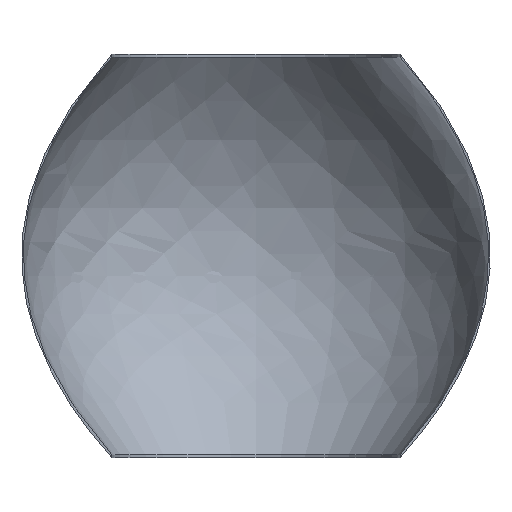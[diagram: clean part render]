
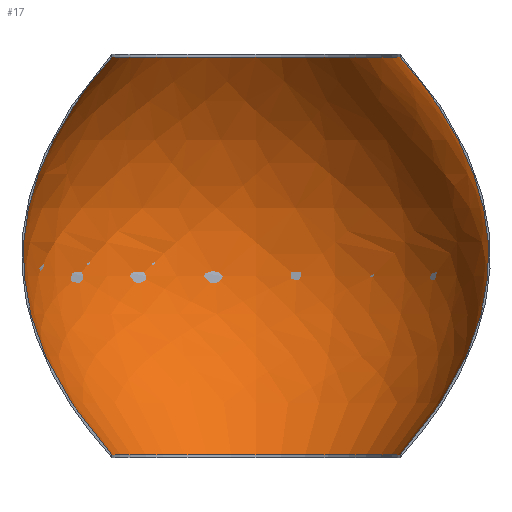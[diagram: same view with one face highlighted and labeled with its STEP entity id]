
A CAD part, front view. The second image highlights one B-rep face of the part: STEP entity #17.
In plain terms, the highlighted face is a revolution surface.
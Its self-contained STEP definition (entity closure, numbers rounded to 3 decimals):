
#17 = ADVANCED_FACE('',(#18),#33,.F.);
#18 = FACE_BOUND('',#19,.F.);
#19 = EDGE_LOOP('',(#20,#59,#103,#132));
#20 = ORIENTED_EDGE('',*,*,#21,.T.);
#21 = EDGE_CURVE('',#22,#24,#26,.T.);
#22 = VERTEX_POINT('',#23);
#23 = CARTESIAN_POINT('',(2.249,0.,-3.1));
#24 = VERTEX_POINT('',#25);
#25 = CARTESIAN_POINT('',(-2.249,0.,-3.1));
#26 = SURFACE_CURVE('',#27,(#32,#47),.PCURVE_S1.);
#27 = CIRCLE('',#28,2.249);
#28 = AXIS2_PLACEMENT_3D('',#29,#30,#31);
#29 = CARTESIAN_POINT('',(0.,0.,-3.1));
#30 = DIRECTION('',(0.,0.,1.));
#31 = DIRECTION('',(1.,0.,-0.));
#32 = PCURVE('',#33,#41);
#33 = SURFACE_OF_REVOLUTION('',#34,#38);
#34 = B_SPLINE_CURVE_WITH_KNOTS('',2,(#35,#36,#37),.UNSPECIFIED.,.F.,.F.
  ,(3,3),(0.,1.),.PIECEWISE_BEZIER_KNOTS.);
#35 = CARTESIAN_POINT('',(2.249,0.,-3.1));
#36 = CARTESIAN_POINT('',(5.009,0.,0.));
#37 = CARTESIAN_POINT('',(2.249,0.,3.1));
#38 = AXIS1_PLACEMENT('',#39,#40);
#39 = CARTESIAN_POINT('',(0.,0.,1.));
#40 = DIRECTION('',(0.,0.,1.));
#41 = DEFINITIONAL_REPRESENTATION('',(#42),#46);
#42 = LINE('',#43,#44);
#43 = CARTESIAN_POINT('',(0.,0.));
#44 = VECTOR('',#45,1.);
#45 = DIRECTION('',(1.,0.));
#46 = ( GEOMETRIC_REPRESENTATION_CONTEXT(2) 
PARAMETRIC_REPRESENTATION_CONTEXT() REPRESENTATION_CONTEXT('2D SPACE',''
  ) );
#47 = PCURVE('',#48,#53);
#48 = CYLINDRICAL_SURFACE('',#49,2.249);
#49 = AXIS2_PLACEMENT_3D('',#50,#51,#52);
#50 = CARTESIAN_POINT('',(0.,0.,-3.15));
#51 = DIRECTION('',(0.,0.,1.));
#52 = DIRECTION('',(1.,0.,-0.));
#53 = DEFINITIONAL_REPRESENTATION('',(#54),#58);
#54 = LINE('',#55,#56);
#55 = CARTESIAN_POINT('',(0.,0.05));
#56 = VECTOR('',#57,1.);
#57 = DIRECTION('',(1.,0.));
#58 = ( GEOMETRIC_REPRESENTATION_CONTEXT(2) 
PARAMETRIC_REPRESENTATION_CONTEXT() REPRESENTATION_CONTEXT('2D SPACE',''
  ) );
#59 = ORIENTED_EDGE('',*,*,#60,.T.);
#60 = EDGE_CURVE('',#24,#61,#63,.T.);
#61 = VERTEX_POINT('',#62);
#62 = CARTESIAN_POINT('',(-2.249,0.,3.1));
#63 = SURFACE_CURVE('',#64,(#68,#75),.PCURVE_S1.);
#64 = B_SPLINE_CURVE_WITH_KNOTS('',2,(#65,#66,#67),.UNSPECIFIED.,.F.,.F.
  ,(3,3),(0.,1.),.PIECEWISE_BEZIER_KNOTS.);
#65 = CARTESIAN_POINT('',(-2.249,0.,-3.1));
#66 = CARTESIAN_POINT('',(-5.009,0.,0.));
#67 = CARTESIAN_POINT('',(-2.249,0.,3.1));
#68 = PCURVE('',#33,#69);
#69 = DEFINITIONAL_REPRESENTATION('',(#70),#74);
#70 = LINE('',#71,#72);
#71 = CARTESIAN_POINT('',(3.142,0.));
#72 = VECTOR('',#73,1.);
#73 = DIRECTION('',(0.,1.));
#74 = ( GEOMETRIC_REPRESENTATION_CONTEXT(2) 
PARAMETRIC_REPRESENTATION_CONTEXT() REPRESENTATION_CONTEXT('2D SPACE',''
  ) );
#75 = PCURVE('',#76,#93);
#76 = B_SPLINE_SURFACE_WITH_KNOTS('',3,3,(
    (#77,#78,#79,#80)
    ,(#81,#82,#83,#84)
    ,(#85,#86,#87,#88)
    ,(#89,#90,#91,#92
    )),.UNSPECIFIED.,.F.,.F.,.F.,(4,4),(4,4),(-3.465,3.465),(
    -0.509,1.032),.PIECEWISE_BEZIER_KNOTS.);
#77 = CARTESIAN_POINT('',(-2.203,0.,-3.465));
#78 = CARTESIAN_POINT('',(-2.717,0.,-3.465));
#79 = CARTESIAN_POINT('',(-3.231,0.,-3.465));
#80 = CARTESIAN_POINT('',(-3.744,0.,-3.465));
#81 = CARTESIAN_POINT('',(-2.203,0.,-1.155));
#82 = CARTESIAN_POINT('',(-2.717,0.,-1.155));
#83 = CARTESIAN_POINT('',(-3.231,0.,-1.155));
#84 = CARTESIAN_POINT('',(-3.744,0.,-1.155));
#85 = CARTESIAN_POINT('',(-2.203,0.,1.155));
#86 = CARTESIAN_POINT('',(-2.717,0.,1.155));
#87 = CARTESIAN_POINT('',(-3.231,0.,1.155));
#88 = CARTESIAN_POINT('',(-3.744,0.,1.155));
#89 = CARTESIAN_POINT('',(-2.203,0.,3.465));
#90 = CARTESIAN_POINT('',(-2.717,0.,3.465));
#91 = CARTESIAN_POINT('',(-3.231,0.,3.465));
#92 = CARTESIAN_POINT('',(-3.744,0.,3.465));
#93 = DEFINITIONAL_REPRESENTATION('',(#94),#102);
#94 = B_SPLINE_CURVE_WITH_KNOTS('',6,(#95,#96,#97,#98,#99,#100,#101),
  .UNSPECIFIED.,.F.,.F.,(7,7),(0.,1.),.PIECEWISE_BEZIER_KNOTS.);
#95 = CARTESIAN_POINT('',(-3.1,-0.463));
#96 = CARTESIAN_POINT('',(-2.067,0.457));
#97 = CARTESIAN_POINT('',(-1.033,1.009));
#98 = CARTESIAN_POINT('',(0.,1.193));
#99 = CARTESIAN_POINT('',(1.033,1.009));
#100 = CARTESIAN_POINT('',(2.067,0.457));
#101 = CARTESIAN_POINT('',(3.1,-0.463));
#102 = ( GEOMETRIC_REPRESENTATION_CONTEXT(2) 
PARAMETRIC_REPRESENTATION_CONTEXT() REPRESENTATION_CONTEXT('2D SPACE',''
  ) );
#103 = ORIENTED_EDGE('',*,*,#104,.F.);
#104 = EDGE_CURVE('',#105,#61,#107,.T.);
#105 = VERTEX_POINT('',#106);
#106 = CARTESIAN_POINT('',(2.249,0.,3.1));
#107 = SURFACE_CURVE('',#108,(#113,#120),.PCURVE_S1.);
#108 = CIRCLE('',#109,2.249);
#109 = AXIS2_PLACEMENT_3D('',#110,#111,#112);
#110 = CARTESIAN_POINT('',(0.,0.,3.1));
#111 = DIRECTION('',(0.,0.,1.));
#112 = DIRECTION('',(1.,0.,-0.));
#113 = PCURVE('',#33,#114);
#114 = DEFINITIONAL_REPRESENTATION('',(#115),#119);
#115 = LINE('',#116,#117);
#116 = CARTESIAN_POINT('',(0.,1.));
#117 = VECTOR('',#118,1.);
#118 = DIRECTION('',(1.,0.));
#119 = ( GEOMETRIC_REPRESENTATION_CONTEXT(2) 
PARAMETRIC_REPRESENTATION_CONTEXT() REPRESENTATION_CONTEXT('2D SPACE',''
  ) );
#120 = PCURVE('',#121,#126);
#121 = CYLINDRICAL_SURFACE('',#122,2.249);
#122 = AXIS2_PLACEMENT_3D('',#123,#124,#125);
#123 = CARTESIAN_POINT('',(0.,0.,3.1));
#124 = DIRECTION('',(0.,0.,1.));
#125 = DIRECTION('',(1.,0.,-0.));
#126 = DEFINITIONAL_REPRESENTATION('',(#127),#131);
#127 = LINE('',#128,#129);
#128 = CARTESIAN_POINT('',(0.,0.));
#129 = VECTOR('',#130,1.);
#130 = DIRECTION('',(1.,0.));
#131 = ( GEOMETRIC_REPRESENTATION_CONTEXT(2) 
PARAMETRIC_REPRESENTATION_CONTEXT() REPRESENTATION_CONTEXT('2D SPACE',''
  ) );
#132 = ORIENTED_EDGE('',*,*,#133,.F.);
#133 = EDGE_CURVE('',#22,#105,#134,.T.);
#134 = SURFACE_CURVE('',#135,(#139,#146),.PCURVE_S1.);
#135 = B_SPLINE_CURVE_WITH_KNOTS('',2,(#136,#137,#138),.UNSPECIFIED.,.F.
  ,.F.,(3,3),(0.,1.),.PIECEWISE_BEZIER_KNOTS.);
#136 = CARTESIAN_POINT('',(2.249,0.,-3.1));
#137 = CARTESIAN_POINT('',(5.009,0.,0.));
#138 = CARTESIAN_POINT('',(2.249,0.,3.1));
#139 = PCURVE('',#33,#140);
#140 = DEFINITIONAL_REPRESENTATION('',(#141),#145);
#141 = LINE('',#142,#143);
#142 = CARTESIAN_POINT('',(0.,0.));
#143 = VECTOR('',#144,1.);
#144 = DIRECTION('',(0.,1.));
#145 = ( GEOMETRIC_REPRESENTATION_CONTEXT(2) 
PARAMETRIC_REPRESENTATION_CONTEXT() REPRESENTATION_CONTEXT('2D SPACE',''
  ) );
#146 = PCURVE('',#147,#164);
#147 = B_SPLINE_SURFACE_WITH_KNOTS('',3,3,(
    (#148,#149,#150,#151)
    ,(#152,#153,#154,#155)
    ,(#156,#157,#158,#159)
    ,(#160,#161,#162,#163
    )),.UNSPECIFIED.,.F.,.F.,.F.,(4,4),(4,4),(-3.465,3.465),(
    -0.509,1.032),.PIECEWISE_BEZIER_KNOTS.);
#148 = CARTESIAN_POINT('',(2.203,0.,-3.465));
#149 = CARTESIAN_POINT('',(2.717,0.,-3.465));
#150 = CARTESIAN_POINT('',(3.231,0.,-3.465));
#151 = CARTESIAN_POINT('',(3.744,0.,-3.465));
#152 = CARTESIAN_POINT('',(2.203,0.,-1.155));
#153 = CARTESIAN_POINT('',(2.717,0.,-1.155));
#154 = CARTESIAN_POINT('',(3.231,0.,-1.155));
#155 = CARTESIAN_POINT('',(3.744,0.,-1.155));
#156 = CARTESIAN_POINT('',(2.203,0.,1.155));
#157 = CARTESIAN_POINT('',(2.717,0.,1.155));
#158 = CARTESIAN_POINT('',(3.231,0.,1.155));
#159 = CARTESIAN_POINT('',(3.744,0.,1.155));
#160 = CARTESIAN_POINT('',(2.203,0.,3.465));
#161 = CARTESIAN_POINT('',(2.717,0.,3.465));
#162 = CARTESIAN_POINT('',(3.231,0.,3.465));
#163 = CARTESIAN_POINT('',(3.744,0.,3.465));
#164 = DEFINITIONAL_REPRESENTATION('',(#165),#173);
#165 = B_SPLINE_CURVE_WITH_KNOTS('',6,(#166,#167,#168,#169,#170,#171,
    #172),.UNSPECIFIED.,.F.,.F.,(7,7),(0.,1.),.PIECEWISE_BEZIER_KNOTS.);
#166 = CARTESIAN_POINT('',(-3.1,-0.463));
#167 = CARTESIAN_POINT('',(-2.067,0.457));
#168 = CARTESIAN_POINT('',(-1.033,1.009));
#169 = CARTESIAN_POINT('',(0.,1.193));
#170 = CARTESIAN_POINT('',(1.033,1.009));
#171 = CARTESIAN_POINT('',(2.067,0.457));
#172 = CARTESIAN_POINT('',(3.1,-0.463));
#173 = ( GEOMETRIC_REPRESENTATION_CONTEXT(2) 
PARAMETRIC_REPRESENTATION_CONTEXT() REPRESENTATION_CONTEXT('2D SPACE',''
  ) );
